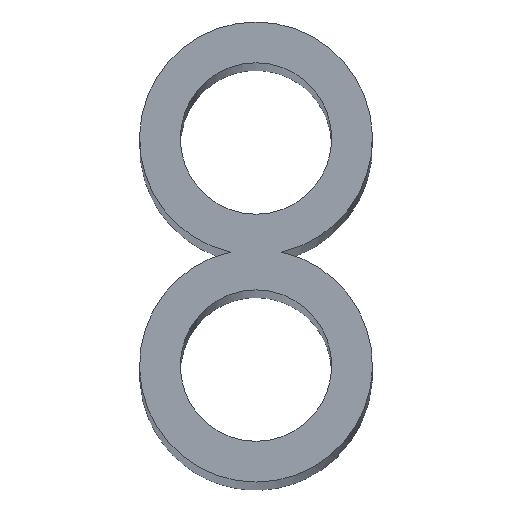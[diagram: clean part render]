
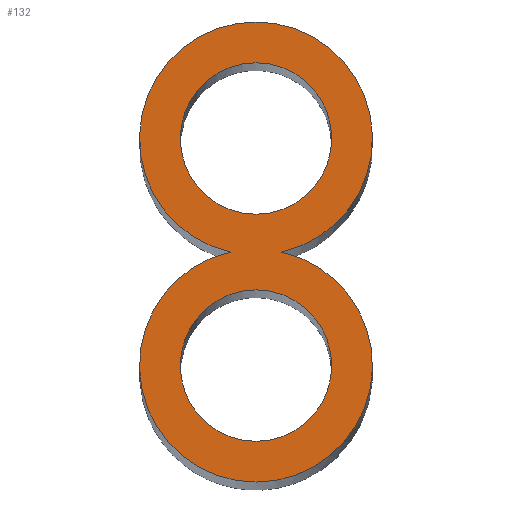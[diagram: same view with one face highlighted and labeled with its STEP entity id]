
A CAD part, top view. The second image highlights one B-rep face of the part: STEP entity #132.
In plain terms, the highlighted planar face has unit normal (0, 0, 1).
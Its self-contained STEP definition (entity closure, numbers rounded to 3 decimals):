
#20=PLANE('',#161);
#54=ORIENTED_EDGE('',*,*,#68,.F.);
#55=ORIENTED_EDGE('',*,*,#78,.F.);
#56=ORIENTED_EDGE('',*,*,#76,.T.);
#57=ORIENTED_EDGE('',*,*,#73,.T.);
#68=EDGE_CURVE('',#82,#82,#92,.T.);
#73=EDGE_CURVE('',#85,#87,#93,.T.);
#76=EDGE_CURVE('',#87,#85,#94,.T.);
#78=EDGE_CURVE('',#90,#90,#95,.T.);
#82=VERTEX_POINT('',#208);
#85=VERTEX_POINT('',#214);
#87=VERTEX_POINT('',#218);
#90=VERTEX_POINT('',#229);
#92=CIRCLE('',#150,1.3);
#93=CIRCLE('',#154,2.);
#94=CIRCLE('',#157,2.);
#95=CIRCLE('',#159,1.3);
#102=EDGE_LOOP('',(#54));
#103=EDGE_LOOP('',(#55));
#104=EDGE_LOOP('',(#56,#57));
#116=FACE_BOUND('',#102,.T.);
#117=FACE_BOUND('',#103,.T.);
#118=FACE_BOUND('',#104,.T.);
#132=ADVANCED_FACE('',(#116,#117,#118),#20,.T.);
#150=AXIS2_PLACEMENT_3D('',#207,#169,#170);
#154=AXIS2_PLACEMENT_3D('',#219,#179,#180);
#157=AXIS2_PLACEMENT_3D('',#225,#186,#187);
#159=AXIS2_PLACEMENT_3D('',#228,#191,#192);
#161=AXIS2_PLACEMENT_3D('',#232,#195,#196);
#169=DIRECTION('',(0.,0.,1.));
#170=DIRECTION('',(1.,0.,0.));
#179=DIRECTION('',(0.,0.,1.));
#180=DIRECTION('',(1.,0.,0.));
#186=DIRECTION('',(0.,0.,1.));
#187=DIRECTION('',(1.,0.,0.));
#191=DIRECTION('',(0.,0.,1.));
#192=DIRECTION('',(1.,0.,0.));
#195=DIRECTION('',(0.,0.,1.));
#196=DIRECTION('',(1.,0.,0.));
#207=CARTESIAN_POINT('',(0.,-1.95,0.));
#208=CARTESIAN_POINT('',(1.3,-1.95,0.));
#214=CARTESIAN_POINT('',(-0.444,0.,0.));
#218=CARTESIAN_POINT('',(0.444,0.,0.));
#219=CARTESIAN_POINT('',(0.,-1.95,0.));
#225=CARTESIAN_POINT('',(0.,1.95,0.));
#228=CARTESIAN_POINT('',(0.,1.95,0.));
#229=CARTESIAN_POINT('',(1.3,1.95,0.));
#232=CARTESIAN_POINT('',(0.,0.,0.));
